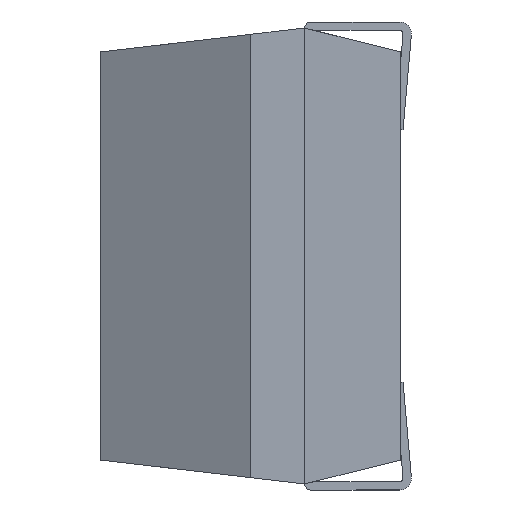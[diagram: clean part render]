
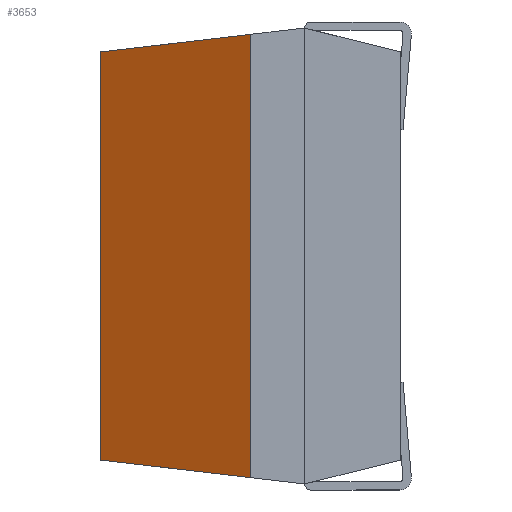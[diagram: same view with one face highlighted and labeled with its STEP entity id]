
A CAD part, left-side view. The second image highlights one B-rep face of the part: STEP entity #3653.
In plain terms, the highlighted planar face has unit normal (-0.873, 0.489, 0).
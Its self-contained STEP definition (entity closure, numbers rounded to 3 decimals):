
#128 = CARTESIAN_POINT ( 'NONE',  ( -3.5, 1.25, -1.7 ) ) ;
#147 = CARTESIAN_POINT ( 'NONE',  ( -4.014, 0.332, 1.808 ) ) ;
#181 = LINE ( 'NONE', #2033, #3823 ) ;
#203 = DIRECTION ( 'NONE',  ( -0.486, -0.868, -0.102 ) ) ;
#226 = LINE ( 'NONE', #2475, #1172 ) ;
#448 = EDGE_LOOP ( 'NONE', ( #3039, #1950, #2859, #456 ) ) ;
#456 = ORIENTED_EDGE ( 'NONE', *, *, #1799, .T. ) ;
#521 = CARTESIAN_POINT ( 'NONE',  ( -4.2, 0., -1.847 ) ) ;
#582 = LINE ( 'NONE', #3223, #2388 ) ;
#612 = DIRECTION ( 'NONE',  ( 0., 0., 1. ) ) ;
#1072 = AXIS2_PLACEMENT_3D ( 'NONE', #3960, #1754, #4320 ) ;
#1172 = VECTOR ( 'NONE', #203, 1000. ) ;
#1754 = DIRECTION ( 'NONE',  ( 0.873, -0.489, 0. ) ) ;
#1799 = EDGE_CURVE ( 'NONE', #2177, #1835, #226, .T. ) ;
#1835 = VERTEX_POINT ( 'NONE', #521 ) ;
#1950 = ORIENTED_EDGE ( 'NONE', *, *, #2140, .T. ) ;
#2033 = CARTESIAN_POINT ( 'NONE',  ( -4.2, 0., -1.9 ) ) ;
#2140 = EDGE_CURVE ( 'NONE', #3268, #3531, #2654, .T. ) ;
#2177 = VERTEX_POINT ( 'NONE', #128 ) ;
#2387 = FACE_OUTER_BOUND ( 'NONE', #448, .T. ) ;
#2388 = VECTOR ( 'NONE', #3582, 1000. ) ;
#2475 = CARTESIAN_POINT ( 'NONE',  ( -4.203, -0.005, -1.848 ) ) ;
#2654 = LINE ( 'NONE', #147, #3513 ) ;
#2859 = ORIENTED_EDGE ( 'NONE', *, *, #3808, .F. ) ;
#3039 = ORIENTED_EDGE ( 'NONE', *, *, #3496, .T. ) ;
#3154 = CARTESIAN_POINT ( 'NONE',  ( -3.5, 1.25, 1.7 ) ) ;
#3223 = CARTESIAN_POINT ( 'NONE',  ( -3.5, 1.25, -1.9 ) ) ;
#3254 = CARTESIAN_POINT ( 'NONE',  ( -4.2, 0., 1.847 ) ) ;
#3268 = VERTEX_POINT ( 'NONE', #3254 ) ;
#3496 = EDGE_CURVE ( 'NONE', #1835, #3268, #181, .T. ) ;
#3513 = VECTOR ( 'NONE', #4514, 1000. ) ;
#3531 = VERTEX_POINT ( 'NONE', #3154 ) ;
#3582 = DIRECTION ( 'NONE',  ( 0., 0., 1. ) ) ;
#3586 = PLANE ( 'NONE',  #1072 ) ;
#3653 = ADVANCED_FACE ( 'NONE', ( #2387 ), #3586, .F. ) ;
#3808 = EDGE_CURVE ( 'NONE', #2177, #3531, #582, .T. ) ;
#3823 = VECTOR ( 'NONE', #612, 1000. ) ;
#3960 = CARTESIAN_POINT ( 'NONE',  ( -4.2, 0., -1.9 ) ) ;
#4320 = DIRECTION ( 'NONE',  ( 0.489, 0.873, 0. ) ) ;
#4514 = DIRECTION ( 'NONE',  ( 0.486, 0.868, -0.102 ) ) ;
